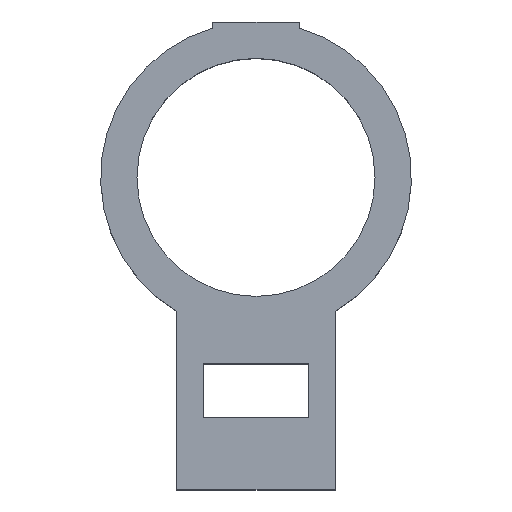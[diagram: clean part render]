
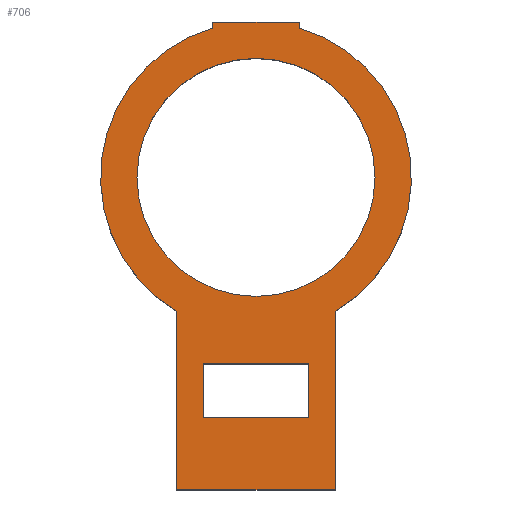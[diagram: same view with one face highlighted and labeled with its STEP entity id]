
A CAD part, top view. The second image highlights one B-rep face of the part: STEP entity #706.
In plain terms, the highlighted planar face has unit normal (0, 0, 1).
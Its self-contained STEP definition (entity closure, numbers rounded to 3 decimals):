
#22=FACE_BOUND('',#131,.T.);
#23=FACE_BOUND('',#132,.T.);
#42=PLANE('',#766);
#55=CIRCLE('',#756,17.1);
#56=CIRCLE('',#760,17.1);
#59=CIRCLE('',#767,13.1);
#89=FACE_OUTER_BOUND('',#130,.T.);
#130=EDGE_LOOP('',(#613,#614,#615,#616,#617,#618,#619,#620));
#131=EDGE_LOOP('',(#621,#622,#623,#624));
#132=EDGE_LOOP('',(#625));
#178=LINE('',#2678,#237);
#203=LINE('',#2733,#262);
#206=LINE('',#2739,#265);
#209=LINE('',#2744,#268);
#211=LINE('',#2747,#270);
#213=LINE('',#2753,#272);
#218=LINE('',#2767,#277);
#222=LINE('',#2774,#281);
#224=LINE('',#2782,#283);
#226=LINE('',#2785,#285);
#237=VECTOR('',#804,10.);
#262=VECTOR('',#849,10.);
#265=VECTOR('',#854,10.);
#268=VECTOR('',#859,10.);
#270=VECTOR('',#863,10.);
#272=VECTOR('',#867,10.);
#277=VECTOR('',#880,10.);
#281=VECTOR('',#886,10.);
#283=VECTOR('',#896,10.);
#285=VECTOR('',#900,10.);
#314=VERTEX_POINT('',#2675);
#315=VERTEX_POINT('',#2677);
#334=VERTEX_POINT('',#2730);
#335=VERTEX_POINT('',#2732);
#337=VERTEX_POINT('',#2738);
#338=VERTEX_POINT('',#2743);
#339=VERTEX_POINT('',#2749);
#341=VERTEX_POINT('',#2752);
#343=VERTEX_POINT('',#2758);
#346=VERTEX_POINT('',#2763);
#348=VERTEX_POINT('',#2771);
#349=VERTEX_POINT('',#2776);
#352=VERTEX_POINT('',#2791);
#392=EDGE_CURVE('',#315,#314,#178,.T.);
#419=EDGE_CURVE('',#335,#334,#203,.T.);
#422=EDGE_CURVE('',#337,#335,#206,.T.);
#425=EDGE_CURVE('',#338,#337,#209,.T.);
#427=EDGE_CURVE('',#334,#338,#211,.T.);
#429=EDGE_CURVE('',#341,#339,#213,.T.);
#435=EDGE_CURVE('',#343,#346,#55,.T.);
#436=EDGE_CURVE('',#339,#343,#218,.T.);
#440=EDGE_CURVE('',#341,#348,#222,.T.);
#441=EDGE_CURVE('',#349,#348,#56,.T.);
#444=EDGE_CURVE('',#346,#315,#224,.T.);
#446=EDGE_CURVE('',#314,#349,#226,.T.);
#449=EDGE_CURVE('',#352,#352,#59,.T.);
#613=ORIENTED_EDGE('',*,*,#441,.T.);
#614=ORIENTED_EDGE('',*,*,#440,.F.);
#615=ORIENTED_EDGE('',*,*,#429,.T.);
#616=ORIENTED_EDGE('',*,*,#436,.T.);
#617=ORIENTED_EDGE('',*,*,#435,.T.);
#618=ORIENTED_EDGE('',*,*,#444,.T.);
#619=ORIENTED_EDGE('',*,*,#392,.T.);
#620=ORIENTED_EDGE('',*,*,#446,.T.);
#621=ORIENTED_EDGE('',*,*,#419,.T.);
#622=ORIENTED_EDGE('',*,*,#427,.T.);
#623=ORIENTED_EDGE('',*,*,#425,.T.);
#624=ORIENTED_EDGE('',*,*,#422,.T.);
#625=ORIENTED_EDGE('',*,*,#449,.T.);
#706=ADVANCED_FACE('',(#89,#22,#23),#42,.T.);
#756=AXIS2_PLACEMENT_3D('',#2765,#876,#877);
#760=AXIS2_PLACEMENT_3D('',#2777,#889,#890);
#766=AXIS2_PLACEMENT_3D('',#2790,#906,#907);
#767=AXIS2_PLACEMENT_3D('',#2792,#908,#909);
#804=DIRECTION('',(-1.,0.,0.));
#849=DIRECTION('',(0.,-1.,0.));
#854=DIRECTION('',(1.,0.,0.));
#859=DIRECTION('',(0.,1.,0.));
#863=DIRECTION('',(-1.,0.,0.));
#867=DIRECTION('',(1.,0.,0.));
#876=DIRECTION('center_axis',(0.,0.,1.));
#877=DIRECTION('ref_axis',(1.,0.,0.));
#880=DIRECTION('',(0.,1.,0.));
#886=DIRECTION('',(0.,1.,0.));
#889=DIRECTION('center_axis',(0.,0.,1.));
#890=DIRECTION('ref_axis',(1.,0.,0.));
#896=DIRECTION('',(0.,1.,0.));
#900=DIRECTION('',(0.,-1.,0.));
#906=DIRECTION('center_axis',(0.,0.,1.));
#907=DIRECTION('ref_axis',(1.,0.,0.));
#908=DIRECTION('center_axis',(0.,0.,-1.));
#909=DIRECTION('ref_axis',(1.,0.,0.));
#2675=CARTESIAN_POINT('',(-4.763,51.472,8.7));
#2677=CARTESIAN_POINT('',(4.762,51.472,8.7));
#2678=CARTESIAN_POINT('',(-4.763,51.472,8.7));
#2730=CARTESIAN_POINT('',(5.8,8.001,8.7));
#2732=CARTESIAN_POINT('',(5.8,13.843,8.7));
#2733=CARTESIAN_POINT('',(5.8,6.922,8.7));
#2738=CARTESIAN_POINT('',(-5.8,13.843,8.7));
#2739=CARTESIAN_POINT('',(-7.25,13.843,8.7));
#2743=CARTESIAN_POINT('',(-5.8,8.001,8.7));
#2744=CARTESIAN_POINT('',(-5.8,4.001,8.7));
#2747=CARTESIAN_POINT('',(-1.45,8.001,8.7));
#2749=CARTESIAN_POINT('',(8.7,0.,8.7));
#2752=CARTESIAN_POINT('',(-8.7,0.,8.7));
#2753=CARTESIAN_POINT('',(-8.7,0.,8.7));
#2758=CARTESIAN_POINT('',(8.7,19.651,8.7));
#2763=CARTESIAN_POINT('',(4.762,50.795,8.7));
#2765=CARTESIAN_POINT('Origin',(0.,34.372,8.7));
#2767=CARTESIAN_POINT('',(8.7,17.272,8.7));
#2771=CARTESIAN_POINT('',(-8.7,19.651,8.7));
#2774=CARTESIAN_POINT('',(-8.7,17.272,8.7));
#2776=CARTESIAN_POINT('',(-4.763,50.795,8.7));
#2777=CARTESIAN_POINT('Origin',(0.,34.372,8.7));
#2782=CARTESIAN_POINT('',(4.762,51.472,8.7));
#2785=CARTESIAN_POINT('',(-4.763,50.795,8.7));
#2790=CARTESIAN_POINT('Origin',(0.,34.372,8.7));
#2791=CARTESIAN_POINT('',(-13.1,34.372,8.7));
#2792=CARTESIAN_POINT('Origin',(0.,34.372,8.7));
